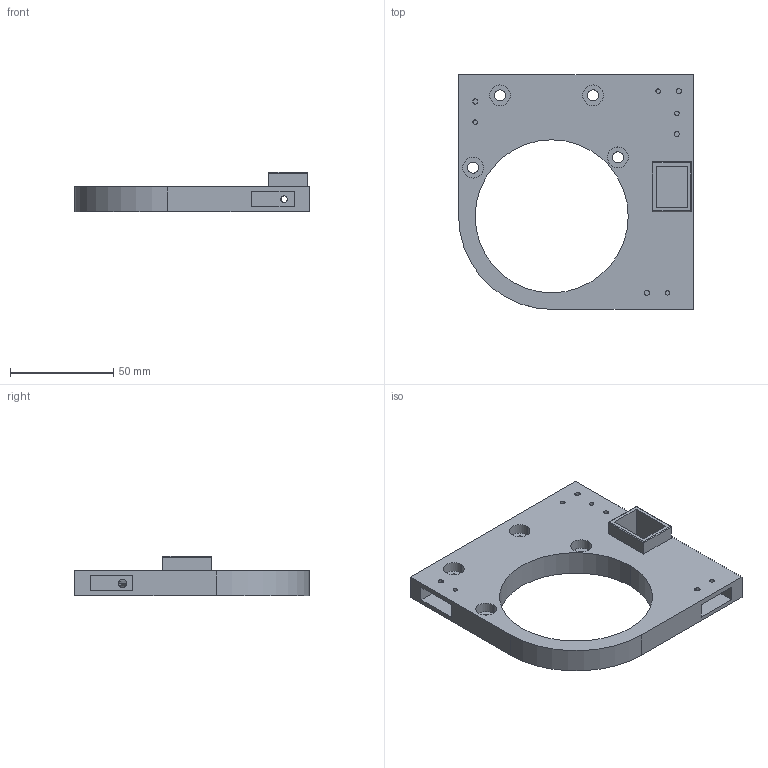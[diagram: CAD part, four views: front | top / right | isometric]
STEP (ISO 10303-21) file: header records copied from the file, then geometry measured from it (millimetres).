
FILE_DESCRIPTION (( 'STEP AP214' ), '1' );
FILE_NAME ('Tool Holder Top .STEP', '2019-07-07T22:54:29', ( '' ), ( '' ), 'SwSTEP 2.0', 'SolidWorks 2018', '' );
FILE_SCHEMA (( 'AUTOMOTIVE_DESIGN' ));
Length unit declared in the file: millimetre
Products named in the file (1): Tool Holder Top 
Bounding box: 113.5 x 113.5 x 19 mm (x, y, z)
Volume: 83277.3 mm3; surface area: 31779.9 mm2
Topology: 1 solids, 1 shells, 96 faces, 261 edges, 172 vertices
Faces by surface type: plane 47, cylinder 45, bspline 4
Entity records: 3684 total; most frequent: CARTESIAN_POINT 1136, ORIENTED_EDGE 522, DIRECTION 508, EDGE_CURVE 261, AXIS2_PLACEMENT_3D 176, VERTEX_POINT 172, LINE 156, VECTOR 156
